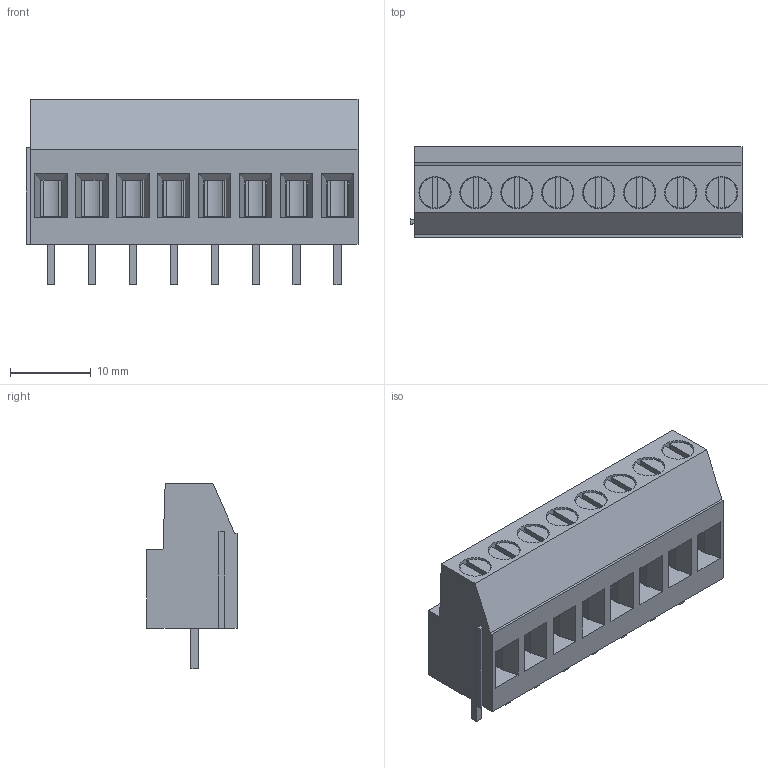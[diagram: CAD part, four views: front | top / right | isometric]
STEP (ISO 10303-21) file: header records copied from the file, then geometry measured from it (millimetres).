
FILE_DESCRIPTION(/* description */ ('model of TerminalBlock_Phoenix_MKDS-3-8-5.08_1x08_P5.08mm_Horizontal'),/* implementation_level */ '2;1');
FILE_NAME(/* name */ 'TerminalBlock_Phoenix_MKDS-3-8-5.08_1x08_P5.08mm_Horizontal.step',/* time_stamp */ '1970-01-01T00:00:00',/* author */ ('KiCAD','kicad'),/* organization */ ('OCCT'),/* preprocessor_version */ '',/* originating_system */ 'KiCAD',/* authorisation */ '');
FILE_SCHEMA(('AUTOMOTIVE_DESIGN { 1 0 10303 214 1 1 1 1 }'));
Length unit declared in the file: millimetre
Products named in the file (1): TerminalBlock_Phoenix_MKDS-3-8-5.08_1x08_P5.08mm_Horizontal
Bounding box: 41.21 x 11.2 x 23 mm (x, y, z)
Volume: 6087.8 mm3; surface area: 6089.4 mm2
Topology: 1 solids, 1 shells, 330 faces, 840 edges, 528 vertices
Faces by surface type: plane 290, bspline 24, cylinder 16
Full cylindrical faces by diameter (mm): 3.8 x8, 4 x8
Entity records: 6182 total; most frequent: ORIENTED_EDGE 1362, CARTESIAN_POINT 843, EDGE_CURVE 840, LINE 534, VERTEX_POINT 528, FACE_BOUND 362, EDGE_LOOP 362, ADVANCED_FACE 330
